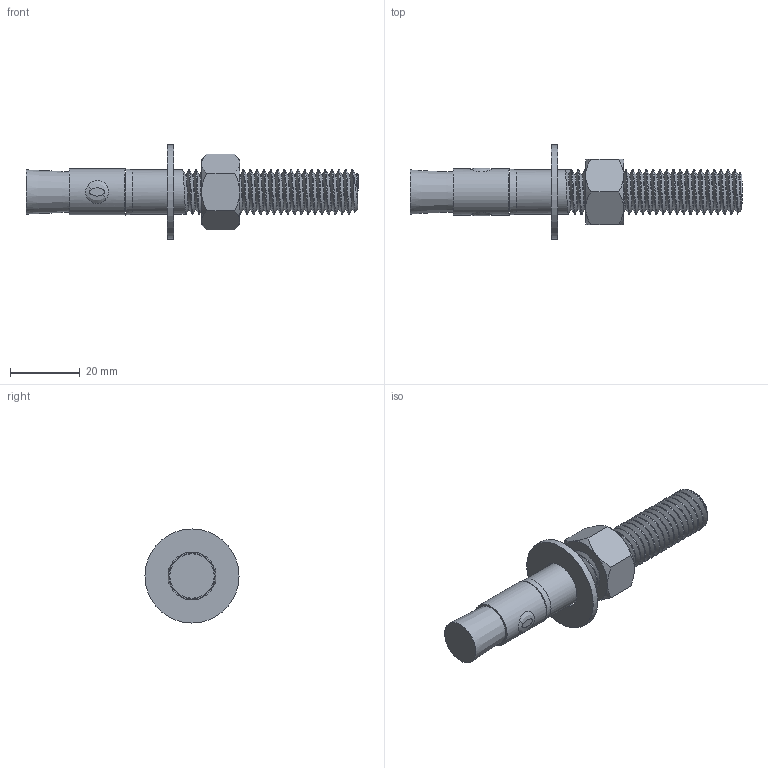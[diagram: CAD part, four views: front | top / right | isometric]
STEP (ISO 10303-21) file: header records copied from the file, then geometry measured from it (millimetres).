
FILE_DESCRIPTION(/* description */ (''),/* implementation_level */ '2;1');
FILE_NAME(/* name */ '24-123-0 v1.step',/* time_stamp */ '2020-10-16T14:24:45-04:00',/* author */ (''),/* organization */ (''),/* preprocessor_version */ 'ST-DEVELOPER v18.1',/* originating_system */ 'Autodesk Translation Framework v9.3.0.1241',/* authorisation */ '');
FILE_SCHEMA (('AUTOMOTIVE_DESIGN { 1 0 10303 214 3 1 1 }'));
Length unit declared in the file: millimetre
Products named in the file (2): 24-123-0; 91578A116
Assembly tree (1 placements, depth 2):
  24-123-0
    91578A116
Bounding box: 95.25 x 26.99 x 26.99 mm (x, y, z)
Volume: 13521.2 mm3; surface area: 8946.2 mm2
Topology: 4 solids, 4 shells, 104 faces, 265 edges, 172 vertices
Faces by surface type: cylinder 58, plane 24, cone 15, bspline 6, torus 1
Full cylindrical faces by diameter (mm): 10.162 x25, 11.43 x1, 12.7 x25, 13.716 x1, 26.988 x1
Entity records: 9355 total; most frequent: CARTESIAN_POINT 7110, ORIENTED_EDGE 530, DIRECTION 374, EDGE_CURVE 265, VERTEX_POINT 172, AXIS2_PLACEMENT_3D 147, EDGE_LOOP 111, FACE_OUTER_BOUND 104
